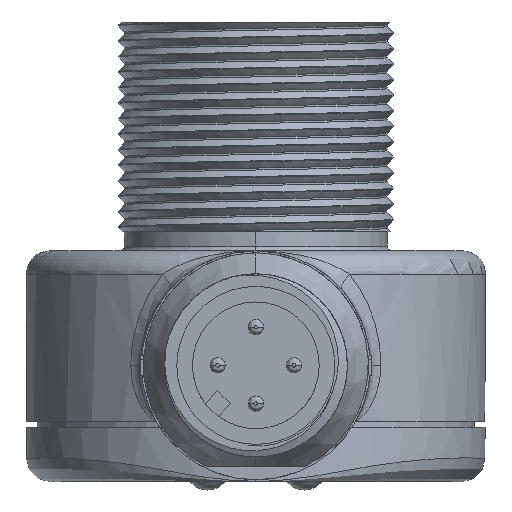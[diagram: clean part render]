
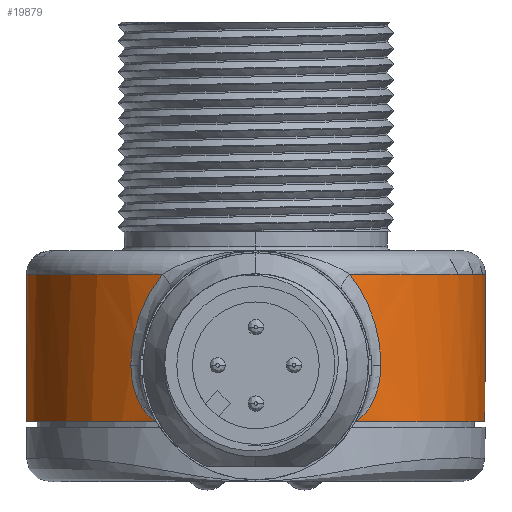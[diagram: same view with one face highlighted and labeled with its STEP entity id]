
A CAD part, front view. The second image highlights one B-rep face of the part: STEP entity #19879.
In plain terms, the highlighted cylindrical face has radius 15.037 mm (diameter 30.074 mm), a partial arc.
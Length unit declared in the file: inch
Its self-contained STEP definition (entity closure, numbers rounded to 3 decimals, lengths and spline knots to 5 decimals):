
#3199=CARTESIAN_POINT('',(0.,0.925,-0.145));
#3200=DIRECTION('',(0.,0.,-1.));
#3201=DIRECTION('',(-0.434,-0.901,0.));
#3202=AXIS2_PLACEMENT_3D('',#3199,#3200,#3201);
#3223=CARTESIAN_POINT('',(0.2569,0.39165,-0.145));
#3224=CARTESIAN_POINT('',(0.25754,0.39195,
-0.14464));
#3225=CARTESIAN_POINT('',(0.25883,0.39258,
-0.14387));
#3226=CARTESIAN_POINT('',(0.26088,0.39358,
-0.14258));
#3227=CARTESIAN_POINT('',(0.26299,0.39462,
-0.14118));
#3228=CARTESIAN_POINT('',(0.26513,0.39569,
-0.13966));
#3229=CARTESIAN_POINT('',(0.26727,0.39676,
-0.13806));
#3230=CARTESIAN_POINT('',(0.26947,0.39788,
-0.13632));
#3231=CARTESIAN_POINT('',(0.27183,0.39909,
-0.13433));
#3232=CARTESIAN_POINT('',(0.27443,0.40045,
-0.13199));
#3233=CARTESIAN_POINT('',(0.2773,0.40196,
-0.12923));
#3234=CARTESIAN_POINT('',(0.28038,0.4036,
-0.12603));
#3235=CARTESIAN_POINT('',(0.28363,0.40536,
-0.12236));
#3236=CARTESIAN_POINT('',(0.28701,0.40722,
-0.1182));
#3237=CARTESIAN_POINT('',(0.29045,0.40914,
-0.11356));
#3238=CARTESIAN_POINT('',(0.29396,0.41113,
-0.10834));
#3239=CARTESIAN_POINT('',(0.2976,0.41323,
-0.10234));
#3240=CARTESIAN_POINT('',(0.30137,0.41545,
-0.09536));
#3241=CARTESIAN_POINT('',(0.30527,0.41777,
-0.08714));
#3242=CARTESIAN_POINT('',(0.30915,0.42012,
-0.0776));
#3243=CARTESIAN_POINT('',(0.31282,0.4224,
-0.06678));
#3244=CARTESIAN_POINT('',(0.31613,0.42447,
-0.05467));
#3245=CARTESIAN_POINT('',(0.31887,0.42621,
-0.04156));
#3246=CARTESIAN_POINT('',(0.32088,0.4275,
-0.02782));
#3247=CARTESIAN_POINT('',(0.32207,0.42828,
-0.01378));
#3248=CARTESIAN_POINT('',(0.32233,0.42845,
-0.00459));
#3249=CARTESIAN_POINT('',(0.32233,0.42845,0.));
#3307=CARTESIAN_POINT('',(-0.32233,0.42845,0.));
#3308=CARTESIAN_POINT('',(-0.32233,0.42845,
-0.0045));
#3309=CARTESIAN_POINT('',(-0.32208,0.42829,
-0.01351));
#3310=CARTESIAN_POINT('',(-0.32093,0.42754,
-0.02728));
#3311=CARTESIAN_POINT('',(-0.319,0.4263,
-0.04077));
#3312=CARTESIAN_POINT('',(-0.31637,0.42462,
-0.05367));
#3313=CARTESIAN_POINT('',(-0.31316,0.42261,
-0.06564));
#3314=CARTESIAN_POINT('',(-0.30959,0.42039,
-0.0764));
#3315=CARTESIAN_POINT('',(-0.3058,0.41809,
-0.08591));
#3316=CARTESIAN_POINT('',(-0.30198,0.4158,
-0.09416));
#3317=CARTESIAN_POINT('',(-0.29826,0.41362,
-0.10118));
#3318=CARTESIAN_POINT('',(-0.29467,0.41154,
-0.10722));
#3319=CARTESIAN_POINT('',(-0.29121,0.40957,
-0.11247));
#3320=CARTESIAN_POINT('',(-0.28781,0.40766,
-0.11716));
#3321=CARTESIAN_POINT('',(-0.28444,0.40581,
-0.1214));
#3322=CARTESIAN_POINT('',(-0.28118,0.40403,
-0.12516));
#3323=CARTESIAN_POINT('',(-0.27807,0.40237,
-0.12845));
#3324=CARTESIAN_POINT('',(-0.27518,0.40084,
-0.1313));
#3325=CARTESIAN_POINT('',(-0.27254,0.39947,
-0.1337));
#3326=CARTESIAN_POINT('',(-0.27019,0.39825,
-0.13572));
#3327=CARTESIAN_POINT('',(-0.26801,0.39714,
-0.13748));
#3328=CARTESIAN_POINT('',(-0.2659,0.39607,
-0.1391));
#3329=CARTESIAN_POINT('',(-0.26371,0.39498,
-0.14067));
#3330=CARTESIAN_POINT('',(-0.26147,0.39387,
-0.1422));
#3331=CARTESIAN_POINT('',(-0.25919,0.39275,
-0.14365));
#3332=CARTESIAN_POINT('',(-0.25767,0.39202,
-0.14456));
#3333=CARTESIAN_POINT('',(-0.2569,0.39165,-0.145));
#3335=CARTESIAN_POINT('',(-0.2416,0.38454,0.235));
#3336=CARTESIAN_POINT('',(-0.24611,0.38656,
0.22937));
#3337=CARTESIAN_POINT('',(-0.25479,0.39057,
0.21783));
#3338=CARTESIAN_POINT('',(-0.2668,0.39648,
0.19962));
#3339=CARTESIAN_POINT('',(-0.27768,0.40212,
0.18073));
#3340=CARTESIAN_POINT('',(-0.28738,0.4074,
0.16128));
#3341=CARTESIAN_POINT('',(-0.29587,0.41221,
0.14142));
#3342=CARTESIAN_POINT('',(-0.30313,0.41648,
0.12131));
#3343=CARTESIAN_POINT('',(-0.3092,0.42015,
0.10105));
#3344=CARTESIAN_POINT('',(-0.31408,0.42317,
0.08073));
#3345=CARTESIAN_POINT('',(-0.31781,0.42554,
0.06041));
#3346=CARTESIAN_POINT('',(-0.32044,0.42722,
0.04015));
#3347=CARTESIAN_POINT('',(-0.32199,0.42822,
0.01999));
#3348=CARTESIAN_POINT('',(-0.32233,0.42845,
0.00665));
#3349=CARTESIAN_POINT('',(-0.32233,0.42845,0.));
#3426=CARTESIAN_POINT('',(0.,0.925,0.235));
#3427=DIRECTION('',(0.,0.,1.));
#3428=DIRECTION('',(1.,0.,0.));
#3429=AXIS2_PLACEMENT_3D('',#3426,#3427,#3428);
#3446=CARTESIAN_POINT('',(0.,0.925,0.235));
#3447=DIRECTION('',(0.,0.,1.));
#3448=DIRECTION('',(0.408,-0.913,0.));
#3449=AXIS2_PLACEMENT_3D('',#3446,#3447,#3448);
#9936=CARTESIAN_POINT('',(0.2416,0.38454,0.235));
#9964=CARTESIAN_POINT('',(0.32233,0.42845,0.));
#9965=CARTESIAN_POINT('',(0.32233,0.42845,
0.00665));
#9966=CARTESIAN_POINT('',(0.32199,0.42822,
0.01999));
#9967=CARTESIAN_POINT('',(0.32044,0.42722,
0.04015));
#9968=CARTESIAN_POINT('',(0.31781,0.42554,
0.06041));
#9969=CARTESIAN_POINT('',(0.31408,0.42317,
0.08073));
#9970=CARTESIAN_POINT('',(0.3092,0.42015,
0.10105));
#9971=CARTESIAN_POINT('',(0.30313,0.41648,
0.12131));
#9972=CARTESIAN_POINT('',(0.29587,0.41221,
0.14142));
#9973=CARTESIAN_POINT('',(0.28738,0.4074,
0.16128));
#9974=CARTESIAN_POINT('',(0.27768,0.40212,
0.18073));
#9975=CARTESIAN_POINT('',(0.2668,0.39648,
0.19962));
#9976=CARTESIAN_POINT('',(0.25479,0.39057,
0.21783));
#9977=CARTESIAN_POINT('',(0.24611,0.38656,
0.22937));
#9978=CARTESIAN_POINT('',(0.2416,0.38454,0.235));
#14273=CARTESIAN_POINT('',(0.592,0.925,0.235));
#14274=VERTEX_POINT('',#14273);
#14275=VERTEX_POINT('',#9936);
#14277=VERTEX_POINT('',#9964);
#14279=VERTEX_POINT('',#3223);
#14280=VERTEX_POINT('',#3307);
#14281=VERTEX_POINT('',#3333);
#14282=VERTEX_POINT('',#3335);
#19859=CARTESIAN_POINT('',(0.,0.925,-0.295));
#19860=DIRECTION('',(0.,0.,1.));
#19861=DIRECTION('',(1.,0.,0.));
#19862=AXIS2_PLACEMENT_3D('',#19859,#19860,#19861);
#19863=CYLINDRICAL_SURFACE('',#19862,0.592);
#19864=ORIENTED_EDGE('',*,*,#19844,.T.);
#19866=ORIENTED_EDGE('',*,*,#19865,.T.);
#19868=ORIENTED_EDGE('',*,*,#19867,.T.);
#19870=ORIENTED_EDGE('',*,*,#19869,.T.);
#19872=ORIENTED_EDGE('',*,*,#19871,.T.);
#19874=ORIENTED_EDGE('',*,*,#19873,.T.);
#19876=ORIENTED_EDGE('',*,*,#19875,.T.);
#19877=EDGE_LOOP('',(#19864,#19866,#19868,#19870,#19872,#19874,#19876));
#19878=FACE_OUTER_BOUND('',#19877,.F.);
#19879=ADVANCED_FACE('',(#19878),#19863,.T.);
#3203=CIRCLE('',#3202,0.592);
#3250=B_SPLINE_CURVE_WITH_KNOTS('',3,(#3223,#3224,#3225,#3226,#3227,#3228,#3229,
#3230,#3231,#3232,#3233,#3234,#3235,#3236,#3237,#3238,#3239,#3240,#3241,#3242,
#3243,#3244,#3245,#3246,#3247,#3248,#3249),.UNSPECIFIED.,.F.,.F.,(4,1,1,1,1,1,1,
1,1,1,1,1,1,1,1,1,1,1,1,1,1,1,1,1,4),(0.,0.04167,0.08333,
0.125,0.16667,0.20833,0.25,0.29167,
0.33333,0.375,0.41667,0.45833,0.5,
0.54167,0.58333,0.625,0.66667,0.70833,
0.75,0.79167,0.83333,0.875,0.91667,
0.95833,1.),.UNSPECIFIED.);
#3334=B_SPLINE_CURVE_WITH_KNOTS('',3,(#3307,#3308,#3309,#3310,#3311,#3312,#3313,
#3314,#3315,#3316,#3317,#3318,#3319,#3320,#3321,#3322,#3323,#3324,#3325,#3326,
#3327,#3328,#3329,#3330,#3331,#3332,#3333),.UNSPECIFIED.,.F.,.F.,(4,1,1,1,1,1,1,
1,1,1,1,1,1,1,1,1,1,1,1,1,1,1,1,1,4),(0.,0.04167,0.08333,
0.125,0.16667,0.20833,0.25,0.29167,
0.33333,0.375,0.41667,0.45833,0.5,
0.54167,0.58333,0.625,0.66667,0.70833,
0.75,0.79167,0.83333,0.875,0.91667,
0.95833,1.),.UNSPECIFIED.);
#3350=B_SPLINE_CURVE_WITH_KNOTS('',3,(#3335,#3336,#3337,#3338,#3339,#3340,#3341,
#3342,#3343,#3344,#3345,#3346,#3347,#3348,#3349),.UNSPECIFIED.,.F.,.F.,(4,1,1,1,
1,1,1,1,1,1,1,1,4),(0.,0.08333,0.16667,0.25,
0.33333,0.41667,0.5,0.58333,0.66667,
0.75,0.83333,0.91667,1.),.UNSPECIFIED.);
#3430=CIRCLE('',#3429,0.592);
#3450=CIRCLE('',#3449,0.592);
#9979=B_SPLINE_CURVE_WITH_KNOTS('',3,(#9964,#9965,#9966,#9967,#9968,#9969,#9970,
#9971,#9972,#9973,#9974,#9975,#9976,#9977,#9978),.UNSPECIFIED.,.F.,.F.,(4,1,1,1,
1,1,1,1,1,1,1,1,4),(0.,0.08333,0.16667,0.25,
0.33333,0.41667,0.5,0.58333,0.66667,
0.75,0.83333,0.91667,1.),.UNSPECIFIED.);
#19844=EDGE_CURVE('',#14281,#14279,#3203,.T.);
#19865=EDGE_CURVE('',#14279,#14277,#3250,.T.);
#19867=EDGE_CURVE('',#14277,#14275,#9979,.T.);
#19869=EDGE_CURVE('',#14275,#14274,#3450,.T.);
#19871=EDGE_CURVE('',#14274,#14282,#3430,.T.);
#19873=EDGE_CURVE('',#14282,#14280,#3350,.T.);
#19875=EDGE_CURVE('',#14280,#14281,#3334,.T.);
